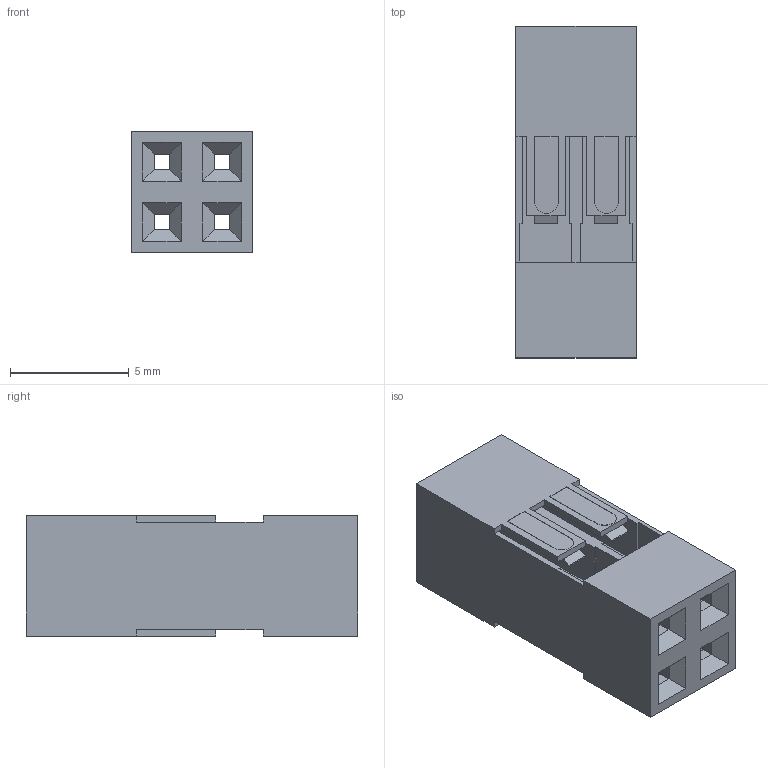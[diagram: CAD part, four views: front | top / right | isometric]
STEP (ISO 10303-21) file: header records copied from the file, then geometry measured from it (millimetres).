
FILE_DESCRIPTION (( 'STEP AP214' ), '1' );
FILE_NAME ('FHG25404-D04M1K6B-REF .STEP', '2026-01-14T09:20:06', ( '' ), ( '' ), 'SwSTEP 2.0', 'SolidWorks 2021', '' );
FILE_SCHEMA (( 'AUTOMOTIVE_DESIGN' ));
Length unit declared in the file: millimetre
Products named in the file (1): FHG25404-D04M1K6B-REF 
Bounding box: 5.08 x 14 x 5.09 mm (x, y, z)
Volume: 139.7 mm3; surface area: 732.8 mm2
Topology: 1 solids, 1 shells, 158 faces, 433 edges, 278 vertices
Faces by surface type: plane 154, cylinder 4
Entity records: 4935 total; most frequent: CARTESIAN_POINT 870, ORIENTED_EDGE 866, DIRECTION 759, EDGE_CURVE 433, VECTOR 425, LINE 425, VERTEX_POINT 278, EDGE_LOOP 175
